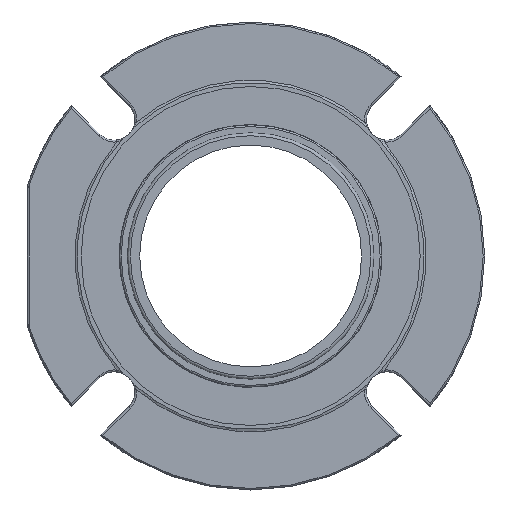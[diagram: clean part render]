
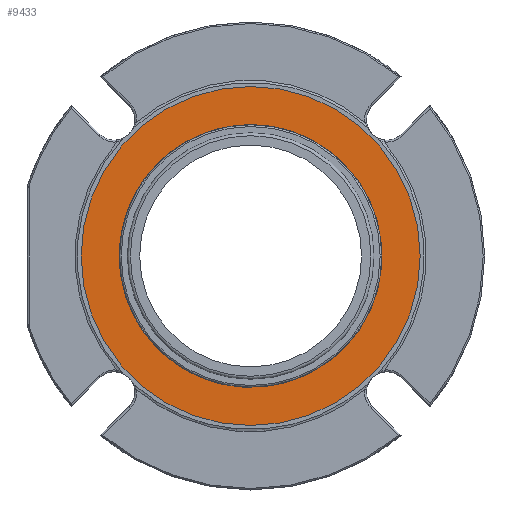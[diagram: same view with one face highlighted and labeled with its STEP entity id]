
A CAD part, left-side view. The second image highlights one B-rep face of the part: STEP entity #9433.
In plain terms, the highlighted planar face has unit normal (-1, 0, 0).
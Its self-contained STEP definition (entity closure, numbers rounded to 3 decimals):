
#1751=PLANE('',#10067);
#1970=ORIENTED_EDGE('',*,*,#4935,.F.);
#1971=ORIENTED_EDGE('',*,*,#4934,.T.);
#4934=EDGE_CURVE('',#6422,#6422,#7372,.F.);
#4935=EDGE_CURVE('',#6423,#6423,#7373,.T.);
#6422=VERTEX_POINT('',#13741);
#6423=VERTEX_POINT('',#13744);
#7372=CIRCLE('',#10066,67.628);
#7373=CIRCLE('',#10068,87.313);
#7907=EDGE_LOOP('',(#1970));
#7908=EDGE_LOOP('',(#1971));
#8595=FACE_BOUND('',#7907,.T.);
#8596=FACE_BOUND('',#7908,.T.);
#9433=ADVANCED_FACE('',(#8595,#8596),#1751,.T.);
#10066=AXIS2_PLACEMENT_3D('',#13740,#11140,#11141);
#10067=AXIS2_PLACEMENT_3D('',#13742,#11142,#11143);
#10068=AXIS2_PLACEMENT_3D('',#13743,#11144,#11145);
#11140=DIRECTION('',(-1.,0.,0.));
#11141=DIRECTION('',(0.,0.,1.));
#11142=DIRECTION('',(-1.,0.,0.));
#11143=DIRECTION('',(0.,-1.,0.));
#11144=DIRECTION('',(1.,0.,0.));
#11145=DIRECTION('',(0.,1.,0.));
#13740=CARTESIAN_POINT('',(-10.198,0.,0.));
#13741=CARTESIAN_POINT('',(-10.198,0.,67.628));
#13742=CARTESIAN_POINT('',(-10.198,87.313,0.));
#13743=CARTESIAN_POINT('',(-10.198,0.,0.));
#13744=CARTESIAN_POINT('',(-10.198,87.313,0.));
